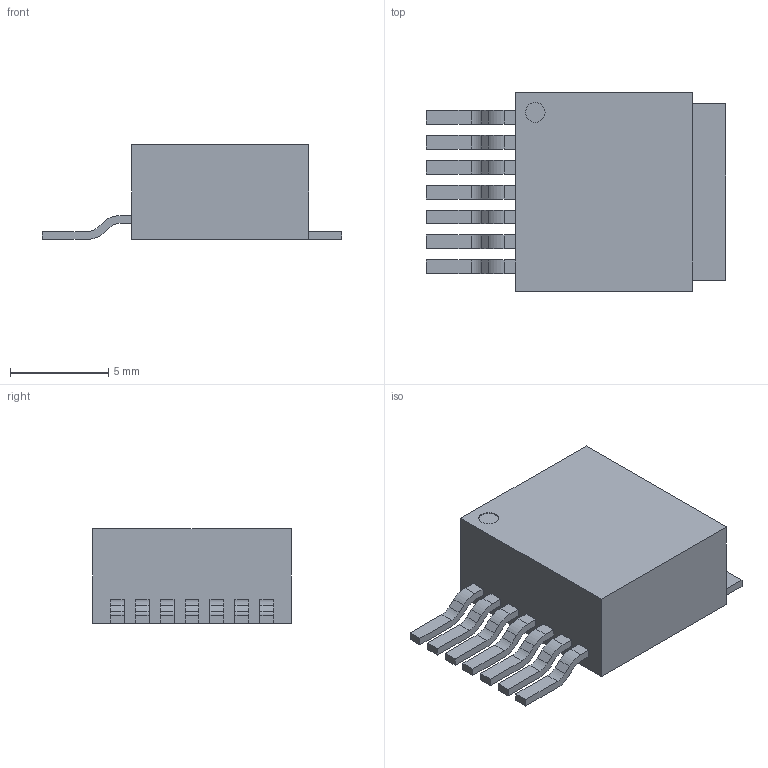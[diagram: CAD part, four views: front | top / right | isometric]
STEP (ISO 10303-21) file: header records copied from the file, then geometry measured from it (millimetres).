
FILE_DESCRIPTION (( 'STEP AP214' ), '1' );
FILE_NAME ( 'DPAK8P127_1524X483L228X71T742X900N.STEP', '2022-07-13T23:28:14', ( '' ), ( '' ), '', '©2017 PCB Libraries, Inc.', '' );
FILE_SCHEMA (( 'AUTOMOTIVE_DESIGN' ));
Length unit declared in the file: millimetre
Products named in the file (1): DPAK8P127_1524X483L228X71T742X900N
Bounding box: 15.24 x 10.1 x 4.83 mm (x, y, z)
Volume: 455.1 mm3; surface area: 596.5 mm2
Topology: 9 solids, 9 shells, 117 faces, 294 edges, 196 vertices
Faces by surface type: plane 87, cylinder 30
Entity records: 3942 total; most frequent: CARTESIAN_POINT 608, DIRECTION 590, ORIENTED_EDGE 588, EDGE_CURVE 294, VECTOR 234, LINE 234, VERTEX_POINT 196, AXIS2_PLACEMENT_3D 178
